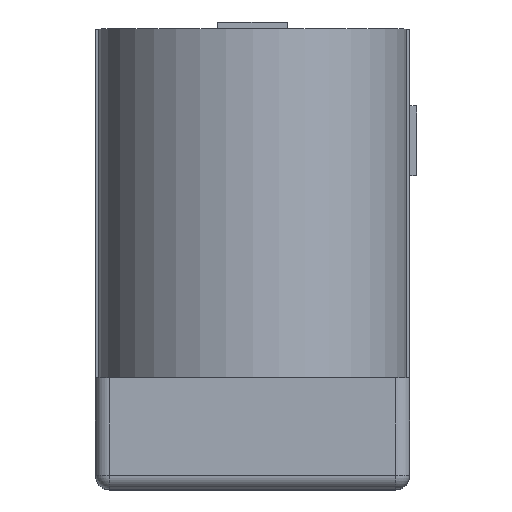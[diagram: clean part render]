
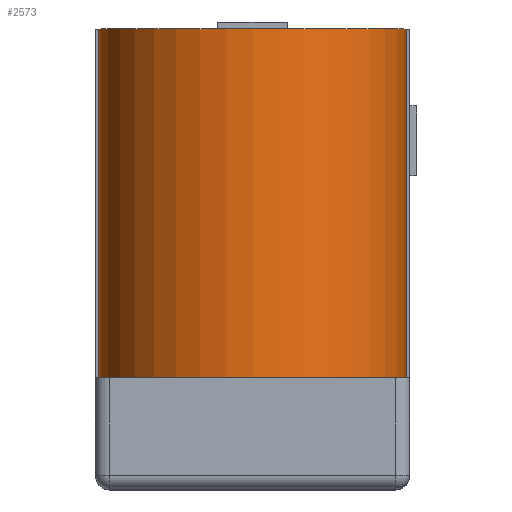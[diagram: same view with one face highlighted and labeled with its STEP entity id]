
A CAD part, top view. The second image highlights one B-rep face of the part: STEP entity #2573.
In plain terms, the highlighted cylindrical face has radius 4.4 mm (diameter 8.8 mm), a partial arc.
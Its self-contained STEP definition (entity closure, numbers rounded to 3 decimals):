
#237 = PLANE('',#238);
#238 = AXIS2_PLACEMENT_3D('',#239,#240,#241);
#239 = CARTESIAN_POINT('',(0.,0.,5.5));
#240 = DIRECTION('',(0.,1.,0.));
#241 = DIRECTION('',(0.,0.,1.));
#433 = PLANE('',#434);
#434 = AXIS2_PLACEMENT_3D('',#435,#436,#437);
#435 = CARTESIAN_POINT('',(0.,-10.,9.891));
#436 = DIRECTION('',(0.,1.,0.));
#437 = DIRECTION('',(0.,0.,1.));
#532 = PLANE('',#533);
#533 = AXIS2_PLACEMENT_3D('',#534,#535,#536);
#534 = CARTESIAN_POINT('',(-4.4,0.,6.));
#535 = DIRECTION('',(0.,0.,-1.));
#536 = DIRECTION('',(-1.,0.,0.));
#605 = VERTEX_POINT('',#606);
#606 = CARTESIAN_POINT('',(-4.4,0.,6.));
#627 = EDGE_CURVE('',#628,#605,#630,.T.);
#628 = VERTEX_POINT('',#629);
#629 = CARTESIAN_POINT('',(4.4,0.,6.));
#630 = SURFACE_CURVE('',#631,(#636,#647),.PCURVE_S1.);
#631 = CIRCLE('',#632,4.4);
#632 = AXIS2_PLACEMENT_3D('',#633,#634,#635);
#633 = CARTESIAN_POINT('',(0.,0.,6.));
#634 = DIRECTION('',(0.,-1.,0.));
#635 = DIRECTION('',(1.,0.,0.));
#636 = PCURVE('',#237,#637);
#637 = DEFINITIONAL_REPRESENTATION('',(#638),#646);
#638 = ( BOUNDED_CURVE() B_SPLINE_CURVE(2,(#639,#640,#641,#642,#643,#644
,#645),.UNSPECIFIED.,.T.,.F.) B_SPLINE_CURVE_WITH_KNOTS((1,2,2,2,2,1),(
    -2.094,0.,2.094,4.189,6.283,
8.378),.UNSPECIFIED.) CURVE() GEOMETRIC_REPRESENTATION_ITEM() 
RATIONAL_B_SPLINE_CURVE((1.,0.5,1.,0.5,1.,0.5,1.)) REPRESENTATION_ITEM(
  '') );
#639 = CARTESIAN_POINT('',(0.5,4.4));
#640 = CARTESIAN_POINT('',(8.121,4.4));
#641 = CARTESIAN_POINT('',(4.311,-2.2));
#642 = CARTESIAN_POINT('',(0.5,-8.8));
#643 = CARTESIAN_POINT('',(-3.311,-2.2));
#644 = CARTESIAN_POINT('',(-7.121,4.4));
#645 = CARTESIAN_POINT('',(0.5,4.4));
#646 = ( GEOMETRIC_REPRESENTATION_CONTEXT(2) 
PARAMETRIC_REPRESENTATION_CONTEXT() REPRESENTATION_CONTEXT('2D SPACE',''
  ) );
#647 = PCURVE('',#648,#653);
#648 = CYLINDRICAL_SURFACE('',#649,4.4);
#649 = AXIS2_PLACEMENT_3D('',#650,#651,#652);
#650 = CARTESIAN_POINT('',(0.,0.,6.));
#651 = DIRECTION('',(0.,1.,0.));
#652 = DIRECTION('',(1.,0.,0.));
#653 = DEFINITIONAL_REPRESENTATION('',(#654),#658);
#654 = LINE('',#655,#656);
#655 = CARTESIAN_POINT('',(-0.,0.));
#656 = VECTOR('',#657,1.);
#657 = DIRECTION('',(-1.,0.));
#658 = ( GEOMETRIC_REPRESENTATION_CONTEXT(2) 
PARAMETRIC_REPRESENTATION_CONTEXT() REPRESENTATION_CONTEXT('2D SPACE',''
  ) );
#676 = PLANE('',#677);
#677 = AXIS2_PLACEMENT_3D('',#678,#679,#680);
#678 = CARTESIAN_POINT('',(7.,0.,6.));
#679 = DIRECTION('',(0.,0.,-1.));
#680 = DIRECTION('',(-1.,0.,0.));
#2037 = VERTEX_POINT('',#2038);
#2038 = CARTESIAN_POINT('',(4.4,-10.,6.));
#2059 = EDGE_CURVE('',#2037,#2060,#2062,.T.);
#2060 = VERTEX_POINT('',#2061);
#2061 = CARTESIAN_POINT('',(-4.4,-10.,6.));
#2062 = SURFACE_CURVE('',#2063,(#2068,#2079),.PCURVE_S1.);
#2063 = CIRCLE('',#2064,4.4);
#2064 = AXIS2_PLACEMENT_3D('',#2065,#2066,#2067);
#2065 = CARTESIAN_POINT('',(0.,-10.,6.));
#2066 = DIRECTION('',(0.,-1.,0.));
#2067 = DIRECTION('',(1.,0.,0.));
#2068 = PCURVE('',#433,#2069);
#2069 = DEFINITIONAL_REPRESENTATION('',(#2070),#2078);
#2070 = ( BOUNDED_CURVE() B_SPLINE_CURVE(2,(#2071,#2072,#2073,#2074,
#2075,#2076,#2077),.UNSPECIFIED.,.T.,.F.) B_SPLINE_CURVE_WITH_KNOTS((1,2
    ,2,2,2,1),(-2.094,0.,2.094,4.189,
6.283,8.378),.UNSPECIFIED.) CURVE() 
GEOMETRIC_REPRESENTATION_ITEM() RATIONAL_B_SPLINE_CURVE((1.,0.5,1.,0.5,
1.,0.5,1.)) REPRESENTATION_ITEM('') );
#2071 = CARTESIAN_POINT('',(-3.891,4.4));
#2072 = CARTESIAN_POINT('',(3.73,4.4));
#2073 = CARTESIAN_POINT('',(-0.08,-2.2));
#2074 = CARTESIAN_POINT('',(-3.891,-8.8));
#2075 = CARTESIAN_POINT('',(-7.701,-2.2));
#2076 = CARTESIAN_POINT('',(-11.512,4.4));
#2077 = CARTESIAN_POINT('',(-3.891,4.4));
#2078 = ( GEOMETRIC_REPRESENTATION_CONTEXT(2) 
PARAMETRIC_REPRESENTATION_CONTEXT() REPRESENTATION_CONTEXT('2D SPACE',''
  ) );
#2079 = PCURVE('',#648,#2080);
#2080 = DEFINITIONAL_REPRESENTATION('',(#2081),#2085);
#2081 = LINE('',#2082,#2083);
#2082 = CARTESIAN_POINT('',(-0.,-10.));
#2083 = VECTOR('',#2084,1.);
#2084 = DIRECTION('',(-1.,0.));
#2085 = ( GEOMETRIC_REPRESENTATION_CONTEXT(2) 
PARAMETRIC_REPRESENTATION_CONTEXT() REPRESENTATION_CONTEXT('2D SPACE',''
  ) );
#2241 = EDGE_CURVE('',#605,#2060,#2242,.T.);
#2242 = SURFACE_CURVE('',#2243,(#2247,#2254),.PCURVE_S1.);
#2243 = LINE('',#2244,#2245);
#2244 = CARTESIAN_POINT('',(-4.4,0.,6.));
#2245 = VECTOR('',#2246,1.);
#2246 = DIRECTION('',(0.,-1.,0.));
#2247 = PCURVE('',#532,#2248);
#2248 = DEFINITIONAL_REPRESENTATION('',(#2249),#2253);
#2249 = LINE('',#2250,#2251);
#2250 = CARTESIAN_POINT('',(0.,0.));
#2251 = VECTOR('',#2252,1.);
#2252 = DIRECTION('',(0.,-1.));
#2253 = ( GEOMETRIC_REPRESENTATION_CONTEXT(2) 
PARAMETRIC_REPRESENTATION_CONTEXT() REPRESENTATION_CONTEXT('2D SPACE',''
  ) );
#2254 = PCURVE('',#648,#2255);
#2255 = DEFINITIONAL_REPRESENTATION('',(#2256),#2260);
#2256 = LINE('',#2257,#2258);
#2257 = CARTESIAN_POINT('',(-3.142,0.));
#2258 = VECTOR('',#2259,1.);
#2259 = DIRECTION('',(-0.,-1.));
#2260 = ( GEOMETRIC_REPRESENTATION_CONTEXT(2) 
PARAMETRIC_REPRESENTATION_CONTEXT() REPRESENTATION_CONTEXT('2D SPACE',''
  ) );
#2553 = EDGE_CURVE('',#628,#2037,#2554,.T.);
#2554 = SURFACE_CURVE('',#2555,(#2559,#2566),.PCURVE_S1.);
#2555 = LINE('',#2556,#2557);
#2556 = CARTESIAN_POINT('',(4.4,0.,6.));
#2557 = VECTOR('',#2558,1.);
#2558 = DIRECTION('',(0.,-1.,0.));
#2559 = PCURVE('',#676,#2560);
#2560 = DEFINITIONAL_REPRESENTATION('',(#2561),#2565);
#2561 = LINE('',#2562,#2563);
#2562 = CARTESIAN_POINT('',(2.6,0.));
#2563 = VECTOR('',#2564,1.);
#2564 = DIRECTION('',(0.,-1.));
#2565 = ( GEOMETRIC_REPRESENTATION_CONTEXT(2) 
PARAMETRIC_REPRESENTATION_CONTEXT() REPRESENTATION_CONTEXT('2D SPACE',''
  ) );
#2566 = PCURVE('',#648,#2567);
#2567 = DEFINITIONAL_REPRESENTATION('',(#2568),#2572);
#2568 = LINE('',#2569,#2570);
#2569 = CARTESIAN_POINT('',(0.,0.));
#2570 = VECTOR('',#2571,1.);
#2571 = DIRECTION('',(-0.,-1.));
#2572 = ( GEOMETRIC_REPRESENTATION_CONTEXT(2) 
PARAMETRIC_REPRESENTATION_CONTEXT() REPRESENTATION_CONTEXT('2D SPACE',''
  ) );
#2573 = ADVANCED_FACE('',(#2574),#648,.T.);
#2574 = FACE_BOUND('',#2575,.F.);
#2575 = EDGE_LOOP('',(#2576,#2577,#2578,#2579));
#2576 = ORIENTED_EDGE('',*,*,#2553,.T.);
#2577 = ORIENTED_EDGE('',*,*,#2059,.T.);
#2578 = ORIENTED_EDGE('',*,*,#2241,.F.);
#2579 = ORIENTED_EDGE('',*,*,#627,.F.);
